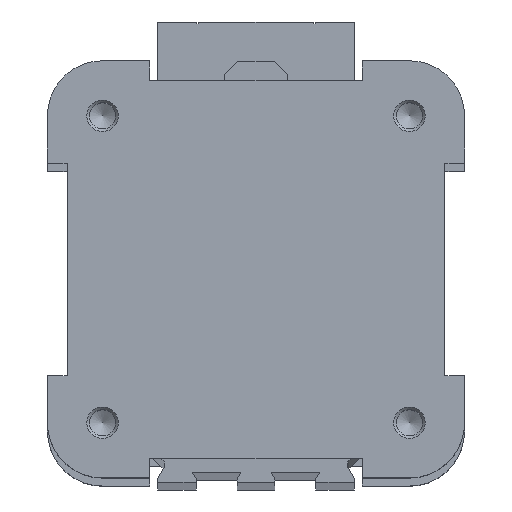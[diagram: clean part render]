
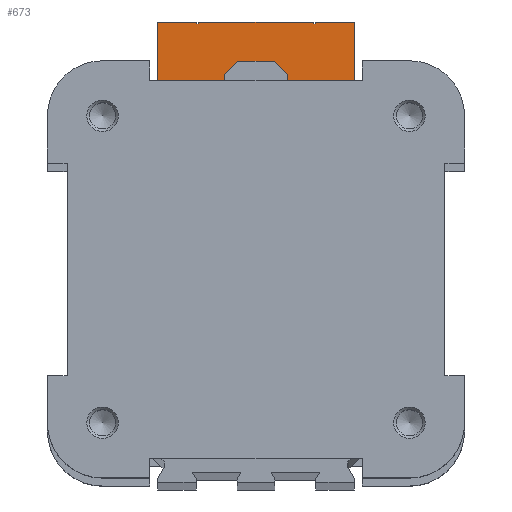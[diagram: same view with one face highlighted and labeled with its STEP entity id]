
A CAD part, top view. The second image highlights one B-rep face of the part: STEP entity #673.
In plain terms, the highlighted planar face has unit normal (0, 0, 1).
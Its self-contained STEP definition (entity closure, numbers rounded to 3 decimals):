
#673 = ADVANCED_FACE( '', ( #1386 ), #1387, .T. );
#1386 = FACE_OUTER_BOUND( '', #2131, .T. );
#1387 = PLANE( '', #2132 );
#2131 = EDGE_LOOP( '', ( #3816, #3817, #3818, #3819, #3820, #3821, #3822, #3823, #3824, #3825, #3826, #3827, #3828, #3829, #3830, #3831 ) );
#2132 = AXIS2_PLACEMENT_3D( '', #3832, #3833, #3834 );
#3816 = ORIENTED_EDGE( '', *, *, #4871, .T. );
#3817 = ORIENTED_EDGE( '', *, *, #5037, .T. );
#3818 = ORIENTED_EDGE( '', *, *, #5038, .T. );
#3819 = ORIENTED_EDGE( '', *, *, #4625, .T. );
#3820 = ORIENTED_EDGE( '', *, *, #4550, .T. );
#3821 = ORIENTED_EDGE( '', *, *, #4911, .T. );
#3822 = ORIENTED_EDGE( '', *, *, #5039, .T. );
#3823 = ORIENTED_EDGE( '', *, *, #5012, .T. );
#3824 = ORIENTED_EDGE( '', *, *, #4902, .T. );
#3825 = ORIENTED_EDGE( '', *, *, #5032, .T. );
#3826 = ORIENTED_EDGE( '', *, *, #5040, .T. );
#3827 = ORIENTED_EDGE( '', *, *, #4931, .T. );
#3828 = ORIENTED_EDGE( '', *, *, #5041, .T. );
#3829 = ORIENTED_EDGE( '', *, *, #4528, .T. );
#3830 = ORIENTED_EDGE( '', *, *, #4713, .T. );
#3831 = ORIENTED_EDGE( '', *, *, #4993, .T. );
#3832 = CARTESIAN_POINT( '', ( 0., 0., 528. ) );
#3833 = DIRECTION( '', ( 0., 0., 1. ) );
#3834 = DIRECTION( '', ( 1., 0., 0. ) );
#4528 = EDGE_CURVE( '', #5474, #5472, #5475, .T. );
#4550 = EDGE_CURVE( '', #5503, #5507, #5509, .T. );
#4625 = EDGE_CURVE( '', #5636, #5503, #5637, .T. );
#4713 = EDGE_CURVE( '', #5472, #5768, #5770, .T. );
#4871 = EDGE_CURVE( '', #5994, #5992, #5995, .T. );
#4902 = EDGE_CURVE( '', #6039, #6037, #6040, .T. );
#4911 = EDGE_CURVE( '', #5507, #6050, #6052, .T. );
#4931 = EDGE_CURVE( '', #6075, #6073, #6076, .T. );
#4993 = EDGE_CURVE( '', #5768, #5994, #6147, .T. );
#5012 = EDGE_CURVE( '', #6166, #6039, #6167, .T. );
#5032 = EDGE_CURVE( '', #6037, #6186, #6188, .T. );
#5037 = EDGE_CURVE( '', #5992, #6194, #6195, .T. );
#5038 = EDGE_CURVE( '', #6194, #5636, #6196, .T. );
#5039 = EDGE_CURVE( '', #6050, #6166, #6197, .T. );
#5040 = EDGE_CURVE( '', #6186, #6075, #6198, .T. );
#5041 = EDGE_CURVE( '', #6073, #5474, #6199, .T. );
#5472 = VERTEX_POINT( '', #6775 );
#5474 = VERTEX_POINT( '', #6778 );
#5475 = LINE( '', #6779, #6780 );
#5503 = VERTEX_POINT( '', #6819 );
#5507 = VERTEX_POINT( '', #6825 );
#5509 = LINE( '', #6828, #6829 );
#5636 = VERTEX_POINT( '', #7005 );
#5637 = LINE( '', #7006, #7007 );
#5768 = VERTEX_POINT( '', #7191 );
#5770 = LINE( '', #7194, #7195 );
#5992 = VERTEX_POINT( '', #7513 );
#5994 = VERTEX_POINT( '', #7516 );
#5995 = LINE( '', #7517, #7518 );
#6037 = VERTEX_POINT( '', #7574 );
#6039 = VERTEX_POINT( '', #7577 );
#6040 = LINE( '', #7578, #7579 );
#6050 = VERTEX_POINT( '', #7592 );
#6052 = LINE( '', #7595, #7596 );
#6073 = VERTEX_POINT( '', #7624 );
#6075 = VERTEX_POINT( '', #7627 );
#6076 = LINE( '', #7628, #7629 );
#6147 = LINE( '', #7724, #7725 );
#6166 = VERTEX_POINT( '', #7753 );
#6167 = LINE( '', #7754, #7755 );
#6186 = VERTEX_POINT( '', #7782 );
#6188 = LINE( '', #7785, #7786 );
#6194 = VERTEX_POINT( '', #7794 );
#6195 = LINE( '', #7795, #7796 );
#6196 = CIRCLE( '', #7797, 31.5 );
#6197 = LINE( '', #7798, #7799 );
#6198 = LINE( '', #7800, #7801 );
#6199 = LINE( '', #7802, #7803 );
#6775 = CARTESIAN_POINT( '', ( -15., 63., 528. ) );
#6778 = CARTESIAN_POINT( '', ( -15., 62.5, 528. ) );
#6779 = CARTESIAN_POINT( '', ( -15., 62.5, 528. ) );
#6780 = VECTOR( '', #8103, 1000. );
#6819 = CARTESIAN_POINT( '', ( 4., 41., 528. ) );
#6825 = CARTESIAN_POINT( '', ( 25., 41., 528. ) );
#6828 = CARTESIAN_POINT( '', ( -25., 41., 528. ) );
#6829 = VECTOR( '', #8121, 1000. );
#7005 = CARTESIAN_POINT( '', ( 4., 31.245, 528. ) );
#7006 = CARTESIAN_POINT( '', ( 4., 31.245, 528. ) );
#7007 = VECTOR( '', #8216, 1000. );
#7191 = CARTESIAN_POINT( '', ( -25., 63., 528. ) );
#7194 = CARTESIAN_POINT( '', ( -15., 63., 528. ) );
#7195 = VECTOR( '', #8313, 1000. );
#7513 = CARTESIAN_POINT( '', ( -4., 41., 528. ) );
#7516 = CARTESIAN_POINT( '', ( -25., 41., 528. ) );
#7517 = CARTESIAN_POINT( '', ( -25., 41., 528. ) );
#7518 = VECTOR( '', #8471, 1000. );
#7574 = CARTESIAN_POINT( '', ( 14.5, 62.5, 528. ) );
#7577 = CARTESIAN_POINT( '', ( 15., 62.5, 528. ) );
#7578 = CARTESIAN_POINT( '', ( 15., 62.5, 528. ) );
#7579 = VECTOR( '', #8502, 1000. );
#7592 = CARTESIAN_POINT( '', ( 25., 63., 528. ) );
#7595 = CARTESIAN_POINT( '', ( 25., 41., 528. ) );
#7596 = VECTOR( '', #8510, 1000. );
#7624 = CARTESIAN_POINT( '', ( -14.5, 62.5, 528. ) );
#7627 = CARTESIAN_POINT( '', ( -14.5, 63., 528. ) );
#7628 = CARTESIAN_POINT( '', ( -14.5, 63., 528. ) );
#7629 = VECTOR( '', #8525, 1000. );
#7724 = CARTESIAN_POINT( '', ( -25., 63., 528. ) );
#7725 = VECTOR( '', #8568, 1000. );
#7753 = CARTESIAN_POINT( '', ( 15., 63., 528. ) );
#7754 = CARTESIAN_POINT( '', ( 15., 63., 528. ) );
#7755 = VECTOR( '', #8584, 1000. );
#7782 = CARTESIAN_POINT( '', ( 14.5, 63., 528. ) );
#7785 = CARTESIAN_POINT( '', ( 14.5, 62.5, 528. ) );
#7786 = VECTOR( '', #8594, 1000. );
#7794 = CARTESIAN_POINT( '', ( -4., 31.245, 528. ) );
#7795 = CARTESIAN_POINT( '', ( -4., 42., 528. ) );
#7796 = VECTOR( '', #8597, 1000. );
#7797 = AXIS2_PLACEMENT_3D( '', #8598, #8599, #8600 );
#7798 = CARTESIAN_POINT( '', ( 25., 63., 528. ) );
#7799 = VECTOR( '', #8601, 1000. );
#7800 = CARTESIAN_POINT( '', ( 14.5, 63., 528. ) );
#7801 = VECTOR( '', #8602, 1000. );
#7802 = CARTESIAN_POINT( '', ( -14.5, 62.5, 528. ) );
#7803 = VECTOR( '', #8603, 1000. );
#8103 = DIRECTION( '', ( 0., 1., 0. ) );
#8121 = DIRECTION( '', ( 1., 0., 0. ) );
#8216 = DIRECTION( '', ( 0., 1., 0. ) );
#8313 = DIRECTION( '', ( -1., 0., 0. ) );
#8471 = DIRECTION( '', ( 1., 0., 0. ) );
#8502 = DIRECTION( '', ( -1., 0., 0. ) );
#8510 = DIRECTION( '', ( 0., 1., 0. ) );
#8525 = DIRECTION( '', ( 0., -1., 0. ) );
#8568 = DIRECTION( '', ( 0., -1., 0. ) );
#8584 = DIRECTION( '', ( 0., -1., 0. ) );
#8594 = DIRECTION( '', ( 0., 1., 0. ) );
#8597 = DIRECTION( '', ( 0., -1., 0. ) );
#8598 = CARTESIAN_POINT( '', ( 0., 0., 528. ) );
#8599 = DIRECTION( '', ( 0., 0., 1. ) );
#8600 = DIRECTION( '', ( 1., 0., 0. ) );
#8601 = DIRECTION( '', ( -1., 0., 0. ) );
#8602 = DIRECTION( '', ( -1., 0., 0. ) );
#8603 = DIRECTION( '', ( -1., 0., 0. ) );
